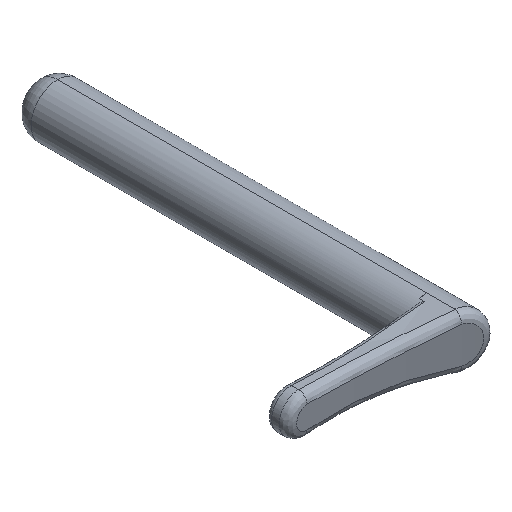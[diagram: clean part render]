
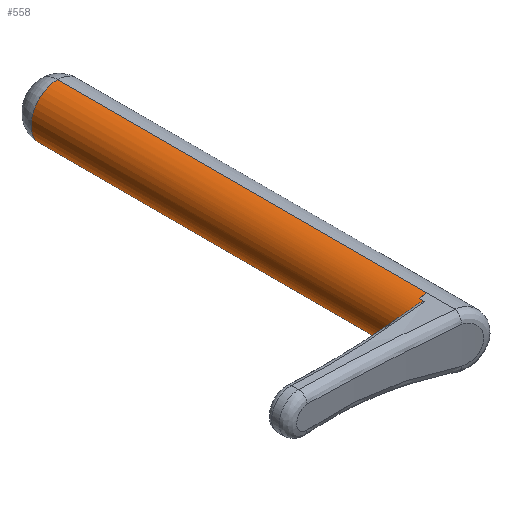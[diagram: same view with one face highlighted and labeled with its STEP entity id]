
A CAD part, isometric view. The second image highlights one B-rep face of the part: STEP entity #558.
In plain terms, the highlighted cylindrical face has radius 4.75 mm (diameter 9.5 mm), a partial arc.
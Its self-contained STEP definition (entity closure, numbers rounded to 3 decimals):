
#2 = EDGE_LOOP ( 'NONE', ( #323, #330, #416, #7, #1141, #984, #198, #224, #617, #49, #842, #95 ) ) ;
#7 = ORIENTED_EDGE ( 'NONE', *, *, #999, .T. ) ;
#18 = CIRCLE ( 'NONE', #1155, 4.75 ) ;
#24 = VERTEX_POINT ( 'NONE', #1096 ) ;
#31 = CARTESIAN_POINT ( 'NONE',  ( -11.451, 10., 4.737 ) ) ;
#34 = CARTESIAN_POINT ( 'NONE',  ( -9.479, 9.196, 3.486 ) ) ;
#38 = CIRCLE ( 'NONE', #229, 4.75 ) ;
#40 = CARTESIAN_POINT ( 'NONE',  ( -11.451, 10., 4.737 ) ) ;
#49 = ORIENTED_EDGE ( 'NONE', *, *, #822, .T. ) ;
#95 = ORIENTED_EDGE ( 'NONE', *, *, #1076, .T. ) ;
#96 = AXIS2_PLACEMENT_3D ( 'NONE', #625, #1023, #147 ) ;
#107 = CARTESIAN_POINT ( 'NONE',  ( -9.655, 9.332, 12.453 ) ) ;
#112 = DIRECTION ( 'NONE',  ( 0., 1., 0. ) ) ;
#113 = CIRCLE ( 'NONE', #843, 4.75 ) ;
#115 = CARTESIAN_POINT ( 'NONE',  ( -9.37, 9., 3.452 ) ) ;
#126 = CARTESIAN_POINT ( 'NONE',  ( -9.75, 9.389, 3.583 ) ) ;
#136 = CARTESIAN_POINT ( 'NONE',  ( -11.121, 9.968, 4.413 ) ) ;
#147 = DIRECTION ( 'NONE',  ( 0., 0., -1. ) ) ;
#171 = EDGE_CURVE ( 'NONE', #1079, #1036, #603, .T. ) ;
#173 = VECTOR ( 'NONE', #427, 1000. ) ;
#181 = EDGE_CURVE ( 'NONE', #705, #595, #38, .T. ) ;
#198 = ORIENTED_EDGE ( 'NONE', *, *, #181, .T. ) ;
#220 = CARTESIAN_POINT ( 'NONE',  ( -9.37, 9.059, 12.548 ) ) ;
#224 = ORIENTED_EDGE ( 'NONE', *, *, #833, .T. ) ;
#229 = AXIS2_PLACEMENT_3D ( 'NONE', #873, #112, #763 ) ;
#249 = CARTESIAN_POINT ( 'NONE',  ( -8., 76., 12.75 ) ) ;
#288 = EDGE_CURVE ( 'NONE', #948, #310, #901, .T. ) ;
#289 = DIRECTION ( 'NONE',  ( 0., 0., -1. ) ) ;
#300 = CARTESIAN_POINT ( 'NONE',  ( -9.478, 9.195, 12.514 ) ) ;
#307 = CARTESIAN_POINT ( 'NONE',  ( -11.451, 10., 11.263 ) ) ;
#310 = VERTEX_POINT ( 'NONE', #307 ) ;
#311 = EDGE_CURVE ( 'NONE', #1054, #564, #895, .T. ) ;
#316 = VERTEX_POINT ( 'NONE', #994 ) ;
#323 = ORIENTED_EDGE ( 'NONE', *, *, #311, .F. ) ;
#330 = ORIENTED_EDGE ( 'NONE', *, *, #649, .T. ) ;
#390 = CARTESIAN_POINT ( 'NONE',  ( -10.032, 9.55, 12.298 ) ) ;
#391 = DIRECTION ( 'NONE',  ( 0., -1., 0. ) ) ;
#397 = CARTESIAN_POINT ( 'NONE',  ( -9.749, 9.389, 12.417 ) ) ;
#398 = DIRECTION ( 'NONE',  ( 0., 1., 0. ) ) ;
#400 = CARTESIAN_POINT ( 'NONE',  ( -9.522, 9.232, 3.5 ) ) ;
#416 = ORIENTED_EDGE ( 'NONE', *, *, #171, .T. ) ;
#427 = DIRECTION ( 'NONE',  ( 0., -1., 0. ) ) ;
#461 = EDGE_CURVE ( 'NONE', #24, #705, #1213, .T. ) ;
#479 = CARTESIAN_POINT ( 'NONE',  ( -8., 80., 8. ) ) ;
#490 = CARTESIAN_POINT ( 'NONE',  ( -8., 80., 3.25 ) ) ;
#494 = CARTESIAN_POINT ( 'NONE',  ( -12.656, 10., 8.939 ) ) ;
#507 = CARTESIAN_POINT ( 'NONE',  ( -9.403, 9.11, 12.538 ) ) ;
#530 = CARTESIAN_POINT ( 'NONE',  ( -9.37, 10., 12.548 ) ) ;
#533 = B_SPLINE_CURVE_WITH_KNOTS ( 'NONE', 3,
 ( #980, #693, #786, #973, #872, #767, #390, #397, #107, #866, #300, #507, #220, #584 ),
 .UNSPECIFIED., .F., .F.,
 ( 4, 2, 2, 2, 2, 2, 4 ),
 ( 0., 0.001, 0.001, 0.002, 0.002, 0.003, 0.003 ),
 .UNSPECIFIED. ) ;
#536 = VERTEX_POINT ( 'NONE', #1088 ) ;
#555 = CARTESIAN_POINT ( 'NONE',  ( -12.656, 10., 8.939 ) ) ;
#558 = ADVANCED_FACE ( 'NONE', ( #1136 ), #666, .T. ) ;
#560 = CARTESIAN_POINT ( 'NONE',  ( -12.656, 10., 7.061 ) ) ;
#563 =( BOUNDED_CURVE ( )  B_SPLINE_CURVE ( 3, ( #1047, #1142, #675, #494 ),
 .UNSPECIFIED., .F., .T. ) 
 B_SPLINE_CURVE_WITH_KNOTS ( ( 4, 4 ),
 ( 2.943, 3.341 ),
 .UNSPECIFIED. ) 
 CURVE ( )  GEOMETRIC_REPRESENTATION_ITEM ( )  RATIONAL_B_SPLINE_CURVE ( ( 1., 0.987, 0.987, 1. ) ) 
 REPRESENTATION_ITEM ( '' )  );
#564 = VERTEX_POINT ( 'NONE', #940 ) ;
#575 = CARTESIAN_POINT ( 'NONE',  ( -9.37, 9., 3.452 ) ) ;
#584 = CARTESIAN_POINT ( 'NONE',  ( -9.37, 9., 12.548 ) ) ;
#595 = VERTEX_POINT ( 'NONE', #560 ) ;
#603 = LINE ( 'NONE', #490, #1120 ) ;
#611 = CIRCLE ( 'NONE', #96, 4.75 ) ;
#617 = ORIENTED_EDGE ( 'NONE', *, *, #288, .T. ) ;
#625 = CARTESIAN_POINT ( 'NONE',  ( -8., 10., 8. ) ) ;
#631 = AXIS2_PLACEMENT_3D ( 'NONE', #867, #398, #773 ) ;
#632 = AXIS2_PLACEMENT_3D ( 'NONE', #479, #1215, #289 ) ;
#640 = CARTESIAN_POINT ( 'NONE',  ( -8., 76., 3.25 ) ) ;
#649 = EDGE_CURVE ( 'NONE', #1054, #1079, #18, .T. ) ;
#666 = CYLINDRICAL_SURFACE ( 'NONE', #632, 4.75 ) ;
#675 = CARTESIAN_POINT ( 'NONE',  ( -12.782, 10.125, 8.317 ) ) ;
#692 = EDGE_CURVE ( 'NONE', #24, #536, #1042, .T. ) ;
#693 = CARTESIAN_POINT ( 'NONE',  ( -11.292, 10., 11.432 ) ) ;
#705 = VERTEX_POINT ( 'NONE', #31 ) ;
#713 = CARTESIAN_POINT ( 'NONE',  ( -8., 80., 12.75 ) ) ;
#734 = LINE ( 'NONE', #530, #878 ) ;
#752 = CARTESIAN_POINT ( 'NONE',  ( -8., 76., 8. ) ) ;
#758 = CARTESIAN_POINT ( 'NONE',  ( -9.37, 10., 12.548 ) ) ;
#763 = DIRECTION ( 'NONE',  ( 0., 0., -1. ) ) ;
#767 = CARTESIAN_POINT ( 'NONE',  ( -10.219, 9.641, 12.205 ) ) ;
#773 = DIRECTION ( 'NONE',  ( 0., 0., -1. ) ) ;
#775 = CARTESIAN_POINT ( 'NONE',  ( -9.656, 9.333, 3.547 ) ) ;
#782 = CARTESIAN_POINT ( 'NONE',  ( -10.772, 9.869, 4.136 ) ) ;
#786 = CARTESIAN_POINT ( 'NONE',  ( -11.124, 9.969, 11.585 ) ) ;
#794 = DIRECTION ( 'NONE',  ( 0., 1., 0. ) ) ;
#803 = DIRECTION ( 'NONE',  ( 0., -1., 0. ) ) ;
#817 = CARTESIAN_POINT ( 'NONE',  ( -8., 10., 8. ) ) ;
#822 = EDGE_CURVE ( 'NONE', #310, #316, #533, .T. ) ;
#826 = DIRECTION ( 'NONE',  ( 0., 0., -1. ) ) ;
#833 = EDGE_CURVE ( 'NONE', #595, #948, #563, .T. ) ;
#838 = DIRECTION ( 'NONE',  ( 0., -1., 0. ) ) ;
#842 = ORIENTED_EDGE ( 'NONE', *, *, #1116, .F. ) ;
#843 = AXIS2_PLACEMENT_3D ( 'NONE', #817, #794, #826 ) ;
#866 = CARTESIAN_POINT ( 'NONE',  ( -9.521, 9.231, 12.5 ) ) ;
#867 = CARTESIAN_POINT ( 'NONE',  ( -8., 10., 8. ) ) ;
#870 = CARTESIAN_POINT ( 'NONE',  ( -9.404, 9.111, 3.462 ) ) ;
#872 = CARTESIAN_POINT ( 'NONE',  ( -10.588, 9.8, 11.989 ) ) ;
#873 = CARTESIAN_POINT ( 'NONE',  ( -8., 10., 8. ) ) ;
#878 = VECTOR ( 'NONE', #803, 1000. ) ;
#895 = LINE ( 'NONE', #713, #173 ) ;
#901 = CIRCLE ( 'NONE', #631, 4.75 ) ;
#940 = CARTESIAN_POINT ( 'NONE',  ( -8., 10., 12.75 ) ) ;
#948 = VERTEX_POINT ( 'NONE', #555 ) ;
#959 = DIRECTION ( 'NONE',  ( 0., 1., 0. ) ) ;
#973 = CARTESIAN_POINT ( 'NONE',  ( -10.772, 9.869, 11.864 ) ) ;
#977 = CARTESIAN_POINT ( 'NONE',  ( -9.37, 9.059, 3.452 ) ) ;
#980 = CARTESIAN_POINT ( 'NONE',  ( -11.451, 10., 11.263 ) ) ;
#983 = CARTESIAN_POINT ( 'NONE',  ( -10.22, 9.641, 3.795 ) ) ;
#984 = ORIENTED_EDGE ( 'NONE', *, *, #461, .T. ) ;
#990 = VERTEX_POINT ( 'NONE', #758 ) ;
#994 = CARTESIAN_POINT ( 'NONE',  ( -9.37, 9., 12.548 ) ) ;
#999 = EDGE_CURVE ( 'NONE', #1036, #536, #113, .T. ) ;
#1023 = DIRECTION ( 'NONE',  ( 0., 1., 0. ) ) ;
#1036 = VERTEX_POINT ( 'NONE', #1202 ) ;
#1042 = LINE ( 'NONE', #575, #1139 ) ;
#1047 = CARTESIAN_POINT ( 'NONE',  ( -12.656, 10., 7.061 ) ) ;
#1053 = CARTESIAN_POINT ( 'NONE',  ( -10.03, 9.549, 3.701 ) ) ;
#1054 = VERTEX_POINT ( 'NONE', #249 ) ;
#1070 = CARTESIAN_POINT ( 'NONE',  ( -10.592, 9.802, 4.014 ) ) ;
#1076 = EDGE_CURVE ( 'NONE', #990, #564, #611, .T. ) ;
#1078 = CARTESIAN_POINT ( 'NONE',  ( -11.292, 10., 4.568 ) ) ;
#1079 = VERTEX_POINT ( 'NONE', #640 ) ;
#1088 = CARTESIAN_POINT ( 'NONE',  ( -9.37, 10., 3.452 ) ) ;
#1096 = CARTESIAN_POINT ( 'NONE',  ( -9.37, 9., 3.452 ) ) ;
#1116 = EDGE_CURVE ( 'NONE', #990, #316, #734, .T. ) ;
#1120 = VECTOR ( 'NONE', #391, 1000. ) ;
#1132 = DIRECTION ( 'NONE',  ( 0., 0., 1. ) ) ;
#1136 = FACE_OUTER_BOUND ( 'NONE', #2, .T. ) ;
#1139 = VECTOR ( 'NONE', #959, 1000. ) ;
#1141 = ORIENTED_EDGE ( 'NONE', *, *, #692, .F. ) ;
#1142 = CARTESIAN_POINT ( 'NONE',  ( -12.782, 10.125, 7.683 ) ) ;
#1155 = AXIS2_PLACEMENT_3D ( 'NONE', #752, #838, #1132 ) ;
#1202 = CARTESIAN_POINT ( 'NONE',  ( -8., 10., 3.25 ) ) ;
#1213 = B_SPLINE_CURVE_WITH_KNOTS ( 'NONE', 3,
 ( #115, #977, #870, #34, #400, #775, #126, #1053, #983, #1070, #782, #136, #1078, #40 ),
 .UNSPECIFIED., .F., .F.,
 ( 4, 2, 2, 2, 2, 2, 4 ),
 ( 0., 0., 0., 0.001, 0.001, 0.002, 0.003 ),
 .UNSPECIFIED. ) ;
#1215 = DIRECTION ( 'NONE',  ( 0., -1., 0. ) ) ;
